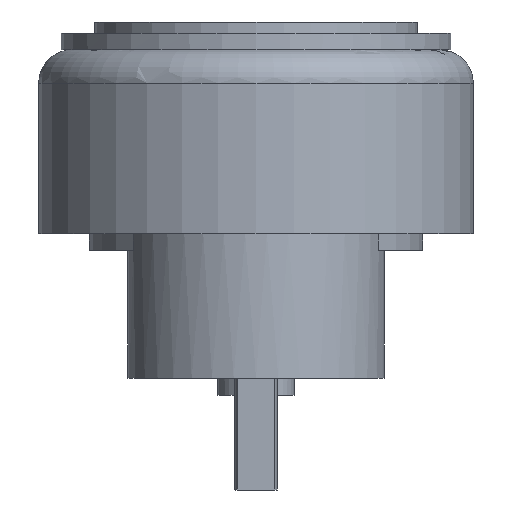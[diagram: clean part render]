
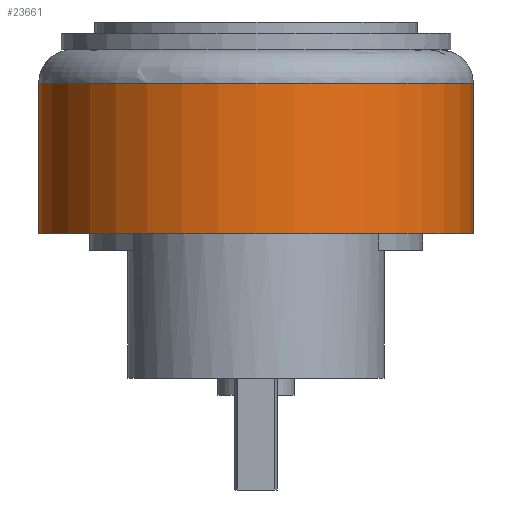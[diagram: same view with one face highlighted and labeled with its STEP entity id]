
A CAD part, left-side view. The second image highlights one B-rep face of the part: STEP entity #23661.
In plain terms, the highlighted cylindrical face has radius 39 mm (diameter 78 mm), a partial arc.
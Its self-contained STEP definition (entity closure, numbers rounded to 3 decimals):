
#543=CYLINDRICAL_SURFACE('',#25764,39.);
#2720=LINE('',#41277,#4986);
#2723=LINE('',#41319,#4989);
#4986=VECTOR('',#31968,10.);
#4989=VECTOR('',#32011,10.);
#6341=FACE_OUTER_BOUND('',#7713,.T.);
#7713=EDGE_LOOP('',(#20638,#20639,#20640,#20641));
#8622=CIRCLE('',#25571,39.);
#8651=CIRCLE('',#25608,39.);
#10854=VERTEX_POINT('',#40915);
#10855=VERTEX_POINT('',#40917);
#10883=VERTEX_POINT('',#40987);
#10884=VERTEX_POINT('',#40989);
#14069=EDGE_CURVE('',#10854,#10855,#8622,.T.);
#14104=EDGE_CURVE('',#10884,#10883,#8651,.T.);
#14253=EDGE_CURVE('',#10884,#10854,#2720,.T.);
#14268=EDGE_CURVE('',#10883,#10855,#2723,.T.);
#20638=ORIENTED_EDGE('',*,*,#14069,.F.);
#20639=ORIENTED_EDGE('',*,*,#14253,.F.);
#20640=ORIENTED_EDGE('',*,*,#14104,.T.);
#20641=ORIENTED_EDGE('',*,*,#14268,.T.);
#23661=ADVANCED_FACE('',(#6341),#543,.T.);
#25571=AXIS2_PLACEMENT_3D('',#40918,#31550,#31551);
#25608=AXIS2_PLACEMENT_3D('',#40990,#31630,#31631);
#25764=AXIS2_PLACEMENT_3D('',#41320,#32012,#32013);
#31550=DIRECTION('center_axis',(0.,0.,
1.));
#31551=DIRECTION('ref_axis',(-1.,0.,0.));
#31630=DIRECTION('center_axis',(0.,0.,
1.));
#31631=DIRECTION('ref_axis',(0.,1.,0.));
#31968=DIRECTION('',(0.,0.,1.));
#32011=DIRECTION('',(0.,0.,1.));
#32012=DIRECTION('center_axis',(0.,0.,
1.));
#32013=DIRECTION('ref_axis',(0.,1.,0.));
#40915=CARTESIAN_POINT('',(-99.74,267.892,41.724));
#40917=CARTESIAN_POINT('',(-99.74,189.892,41.724));
#40918=CARTESIAN_POINT('Origin',(-99.74,228.892,41.724));
#40987=CARTESIAN_POINT('',(-99.74,189.892,14.724));
#40989=CARTESIAN_POINT('',(-99.74,267.892,14.724));
#40990=CARTESIAN_POINT('Origin',(-99.74,228.892,14.724));
#41277=CARTESIAN_POINT('',(-99.74,267.892,14.724));
#41319=CARTESIAN_POINT('',(-99.74,189.892,14.724));
#41320=CARTESIAN_POINT('Origin',(-99.74,228.892,14.724));
